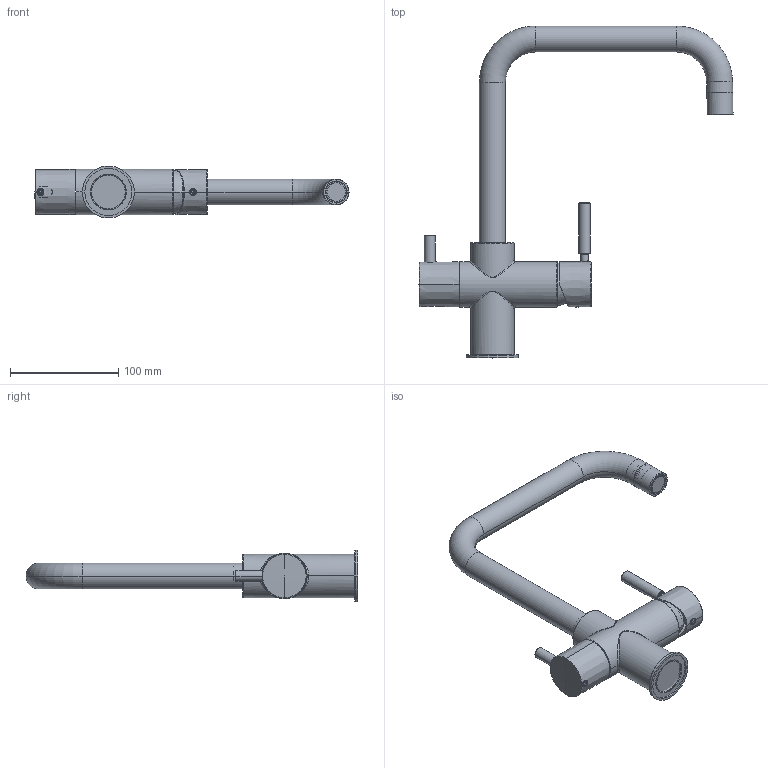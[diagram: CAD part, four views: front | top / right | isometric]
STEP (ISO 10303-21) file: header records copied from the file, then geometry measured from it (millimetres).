
FILE_DESCRIPTION((''),'2;1');
FILE_NAME('39125000','2024-02-27T09:55:12',('tecnico1'),(''),'CREO PARAMETRIC BY PTC INC, 2022284','CREO PARAMETRIC BY PTC INC, 2022284','');
FILE_SCHEMA(('CONFIG_CONTROL_DESIGN'));
Length unit declared in the file: millimetre
Products named in the file (22): CU00025T00; P0230100; LE00076T00; P0224500; P0226900; RN00032T00; CN00090T00; RC00127T00; CN00019W00; AR00083T00; AR00084T00; GU00005T00; AR00082T00; AR00032A00; CN00004A00; OR00022T00; BT00002T00; P0394600; LE00029T00; P0418000; PR00008A00; 39125000
Assembly tree (24 placements, depth 4):
  39125000
    CU00025T00
    P0230100
    LE00076T00
    P0224500  x2
    P0226900  x2
    RN00032T00
    CN00004A00
      CN00019W00
        CN00090T00
        RC00127T00
      AR00032A00
        AR00083T00
        AR00084T00
        GU00005T00  x2
        AR00082T00
    OR00022T00
    BT00002T00
    PR00008A00
      P0394600
      LE00029T00
      P0418000
Bounding box: 290.07 x 306.6 x 48 mm (x, y, z)
Volume: 260011.6 mm3; surface area: 139348 mm2
Topology: 20 solids, 40 shells, 1216 faces, 3087 edges, 1929 vertices
Faces by surface type: plane 384, cylinder 315, extrusion 216, cone 150, torus 74, bspline 51, sphere 26
Entity records: 40379 total; most frequent: CARTESIAN_POINT 12686, ORIENTED_EDGE 5802, DIRECTION 5319, EDGE_CURVE 2937, AXIS2_PLACEMENT_3D 1946, VERTEX_POINT 1850, VECTOR 1427, EDGE_LOOP 1257
